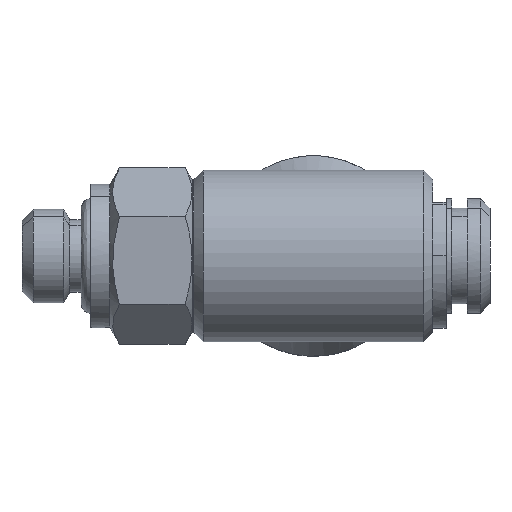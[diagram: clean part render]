
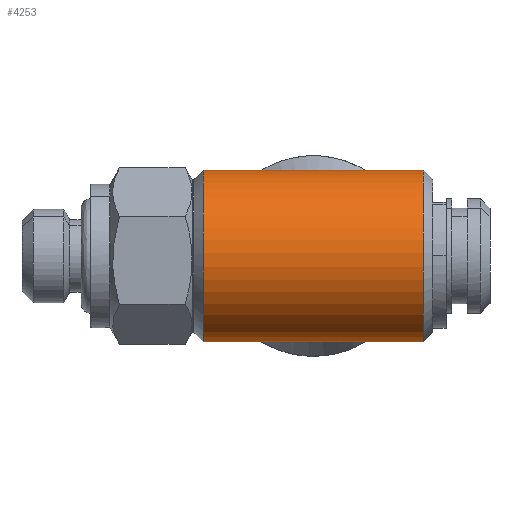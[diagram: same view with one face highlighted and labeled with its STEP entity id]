
A CAD part, left-side view. The second image highlights one B-rep face of the part: STEP entity #4253.
In plain terms, the highlighted free-form (B-spline) face has degree [1, 3] with [2, 4] control points.
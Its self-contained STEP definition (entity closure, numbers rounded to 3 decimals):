
#29 = CARTESIAN_POINT ( 'NONE',  ( 0., 1.5, -4.5 ) ) ;
#127 = CARTESIAN_POINT ( 'NONE',  ( 0., 13., 4.5 ) ) ;
#281 = VERTEX_POINT ( 'NONE', #2792 ) ;
#383 = EDGE_CURVE ( 'NONE', #4353, #1174, #2037, .T. ) ;
#527 = CARTESIAN_POINT ( 'NONE',  ( 0., 1.5, -4.5 ) ) ;
#546 = CARTESIAN_POINT ( 'NONE',  ( 0., 13., 4.5 ) ) ;
#576 = CARTESIAN_POINT ( 'NONE',  ( 0., 13., -4.5 ) ) ;
#778 = B_SPLINE_CURVE_WITH_KNOTS ( 'NONE', 1,
 ( #527, #4438 ),
 .UNSPECIFIED., .F., .F.,
 ( 2, 2 ),
 ( -1., 0. ),
 .UNSPECIFIED. ) ;
#842 = CARTESIAN_POINT ( 'NONE',  ( 0., 1.5, -4.5 ) ) ;
#941 = CARTESIAN_POINT ( 'NONE',  ( -9., 1.5, 4.5 ) ) ;
#1047 = CARTESIAN_POINT ( 'NONE',  ( 0., 13., -4.5 ) ) ;
#1174 = VERTEX_POINT ( 'NONE', #3871 ) ;
#1399 = CARTESIAN_POINT ( 'NONE',  ( 0., 1.5, 4.5 ) ) ;
#1886 = CARTESIAN_POINT ( 'NONE',  ( -9., 13., -4.5 ) ) ;
#1910 =( BOUNDED_SURFACE ( )  B_SPLINE_SURFACE ( 1, 3, ( 
 ( #4850, #5386, #1886, #4308 ),
 ( #1399, #941, #5299, #29 ) ),
 .UNSPECIFIED., .F., .F., .T. ) 
 B_SPLINE_SURFACE_WITH_KNOTS ( ( 2, 2 ),
 ( 4, 4 ),
 ( 0., 1. ),
 ( 0., 1. ),
 .UNSPECIFIED. ) 
 GEOMETRIC_REPRESENTATION_ITEM ( )  RATIONAL_B_SPLINE_SURFACE ( (
 ( 1., 0.333, 0.333, 1.),
 ( 1., 0.333, 0.333, 1.) ) ) 
 REPRESENTATION_ITEM ( '' )  SURFACE ( )  );
#1964 = EDGE_CURVE ( 'NONE', #6048, #4353, #778, .T. ) ;
#2015 = CARTESIAN_POINT ( 'NONE',  ( 0., 1.5, -4.5 ) ) ;
#2037 =( BOUNDED_CURVE ( )  B_SPLINE_CURVE ( 3, ( #576, #2988, #4890, #127 ),
 .UNSPECIFIED., .F., .F. ) 
 B_SPLINE_CURVE_WITH_KNOTS ( ( 4, 4 ),
 ( -3.142, 0. ),
 .UNSPECIFIED. ) 
 CURVE ( )  GEOMETRIC_REPRESENTATION_ITEM ( )  RATIONAL_B_SPLINE_CURVE ( ( 1., 0.333, 0.333, 1. ) ) 
 REPRESENTATION_ITEM ( '' )  );
#2792 = CARTESIAN_POINT ( 'NONE',  ( 0., 1.5, 4.5 ) ) ;
#2862 = EDGE_CURVE ( 'NONE', #1174, #281, #4754, .T. ) ;
#2988 = CARTESIAN_POINT ( 'NONE',  ( -9., 13., -4.5 ) ) ;
#3201 = ORIENTED_EDGE ( 'NONE', *, *, #383, .F. ) ;
#3398 = CARTESIAN_POINT ( 'NONE',  ( -9., 1.5, 4.5 ) ) ;
#3454 = CARTESIAN_POINT ( 'NONE',  ( 0., 1.5, 4.5 ) ) ;
#3522 =( BOUNDED_CURVE ( )  B_SPLINE_CURVE ( 3, ( #2015, #5908, #3398, #4872 ),
 .UNSPECIFIED., .F., .T. ) 
 B_SPLINE_CURVE_WITH_KNOTS ( ( 4, 4 ),
 ( -3.142, 0. ),
 .UNSPECIFIED. ) 
 CURVE ( )  GEOMETRIC_REPRESENTATION_ITEM ( )  RATIONAL_B_SPLINE_CURVE ( ( 1., 0.333, 0.333, 1. ) ) 
 REPRESENTATION_ITEM ( '' )  );
#3549 = ORIENTED_EDGE ( 'NONE', *, *, #5515, .T. ) ;
#3871 = CARTESIAN_POINT ( 'NONE',  ( 0., 13., 4.5 ) ) ;
#4015 = ORIENTED_EDGE ( 'NONE', *, *, #1964, .F. ) ;
#4253 = ADVANCED_FACE ( 'NONE', ( #6028 ), #1910, .F. ) ;
#4308 = CARTESIAN_POINT ( 'NONE',  ( 0., 13., -4.5 ) ) ;
#4353 = VERTEX_POINT ( 'NONE', #1047 ) ;
#4438 = CARTESIAN_POINT ( 'NONE',  ( 0., 13., -4.5 ) ) ;
#4754 = B_SPLINE_CURVE_WITH_KNOTS ( 'NONE', 1,
 ( #546, #3454 ),
 .UNSPECIFIED., .F., .F.,
 ( 2, 2 ),
 ( -1., 0. ),
 .UNSPECIFIED. ) ;
#4850 = CARTESIAN_POINT ( 'NONE',  ( 0., 13., 4.5 ) ) ;
#4872 = CARTESIAN_POINT ( 'NONE',  ( 0., 1.5, 4.5 ) ) ;
#4890 = CARTESIAN_POINT ( 'NONE',  ( -9., 13., 4.5 ) ) ;
#5299 = CARTESIAN_POINT ( 'NONE',  ( -9., 1.5, -4.5 ) ) ;
#5374 = ORIENTED_EDGE ( 'NONE', *, *, #2862, .F. ) ;
#5386 = CARTESIAN_POINT ( 'NONE',  ( -9., 13., 4.5 ) ) ;
#5515 = EDGE_CURVE ( 'NONE', #6048, #281, #3522, .T. ) ;
#5908 = CARTESIAN_POINT ( 'NONE',  ( -9., 1.5, -4.5 ) ) ;
#6028 = FACE_OUTER_BOUND ( 'NONE', #6171, .T. ) ;
#6048 = VERTEX_POINT ( 'NONE', #842 ) ;
#6171 = EDGE_LOOP ( 'NONE', ( #3201, #4015, #3549, #5374 ) ) ;
